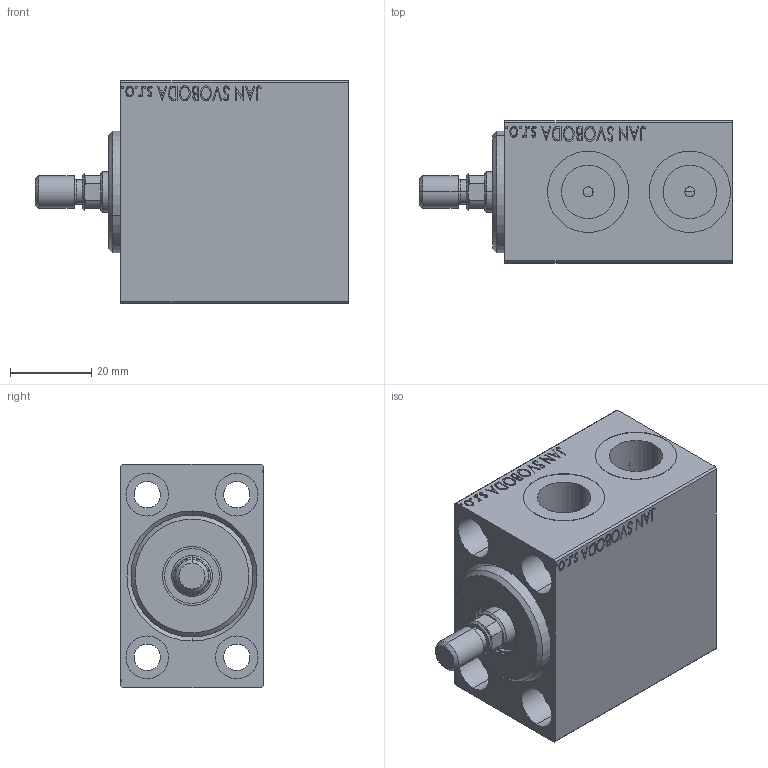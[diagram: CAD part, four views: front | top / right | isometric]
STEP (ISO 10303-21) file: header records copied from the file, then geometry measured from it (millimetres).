
FILE_DESCRIPTION (( 'STEP AP203' ), '1' );
FILE_NAME ('a3bd.STEP', '2022-04-17T14:04:46', ( '' ), ( '' ), 'SwSTEP 2.0', 'SolidWorks 2019', '' );
FILE_SCHEMA (( 'CONFIG_CONTROL_DESIGN' ));
Length unit declared in the file: millimetre
Products named in the file (5): V450CM_C_VCP 667f2876c04117cd2b6e39d13cdf0ac0; a3bd; V450CM_MALE_METRIC 667f2876c04117cd2b6e39d13cdf0ac0; V450CM_VC_B 667f2876c04117cd2b6e39d13cdf0ac0; V450CM_C_Body 667f2876c04117cd2b6e39d13cdf0ac0
Assembly tree (4 placements, depth 2):
  a3bd
    V450CM_C_Body 667f2876c04117cd2b6e39d13cdf0ac0
    V450CM_C_VCP 667f2876c04117cd2b6e39d13cdf0ac0
    V450CM_VC_B 667f2876c04117cd2b6e39d13cdf0ac0
    V450CM_MALE_METRIC 667f2876c04117cd2b6e39d13cdf0ac0
Bounding box: 77 x 35 x 55 mm (x, y, z)
Volume: 95078 mm3; surface area: 29934.5 mm2
Topology: 4 solids, 4 shells, 879 faces, 2245 edges, 1487 vertices
Faces by surface type: plane 413, bspline 380, cylinder 66, cone 18, torus 2
Entity records: 44542 total; most frequent: CARTESIAN_POINT 25184, ORIENTED_EDGE 4486, DIRECTION 2635, EDGE_CURVE 2243, VERTEX_POINT 1487, VECTOR 1315, LINE 1315, EDGE_LOOP 1008
